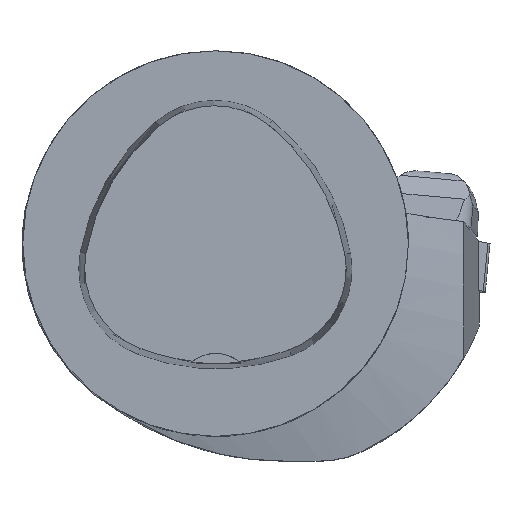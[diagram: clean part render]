
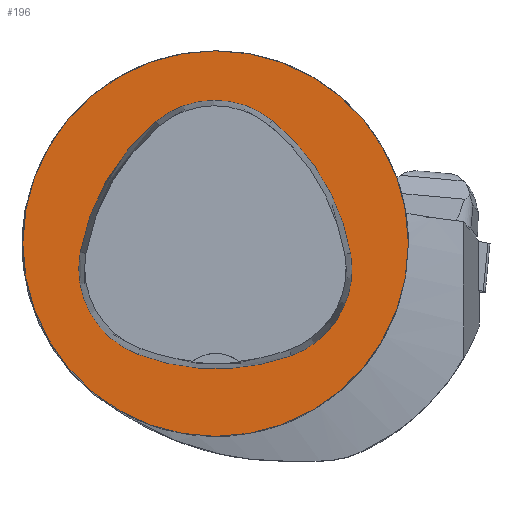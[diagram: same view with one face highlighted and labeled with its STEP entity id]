
A CAD part, top view. The second image highlights one B-rep face of the part: STEP entity #196.
In plain terms, the highlighted planar face has unit normal (0, 0, 1).
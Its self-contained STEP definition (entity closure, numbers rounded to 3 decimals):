
#96=FACE_BOUND('',#437,.T.);
#97=FACE_BOUND('',#438,.T.);
#196=ADVANCED_FACE('',(#96,#97),#272,.T.);
#272=PLANE('',#1864);
#437=EDGE_LOOP('',(#719,#720,#721,#722,#723,#724));
#438=EDGE_LOOP('',(#725));
#515=CIRCLE('',#1836,31.5);
#516=CIRCLE('',#1842,36.);
#518=CIRCLE('',#1845,15.);
#520=CIRCLE('',#1848,36.);
#522=CIRCLE('',#1851,15.);
#525=CIRCLE('',#1855,36.);
#528=CIRCLE('',#1859,15.);
#719=ORIENTED_EDGE('',*,*,#1297,.F.);
#720=ORIENTED_EDGE('',*,*,#1292,.F.);
#721=ORIENTED_EDGE('',*,*,#1287,.F.);
#722=ORIENTED_EDGE('',*,*,#1284,.F.);
#723=ORIENTED_EDGE('',*,*,#1281,.F.);
#724=ORIENTED_EDGE('',*,*,#1277,.F.);
#725=ORIENTED_EDGE('',*,*,#1268,.T.);
#1089=VERTEX_POINT('',#2741);
#1098=VERTEX_POINT('',#2760);
#1099=VERTEX_POINT('',#2761);
#1102=VERTEX_POINT('',#2769);
#1104=VERTEX_POINT('',#2775);
#1106=VERTEX_POINT('',#2781);
#1110=VERTEX_POINT('',#2794);
#1268=EDGE_CURVE('',#1089,#1089,#515,.T.);
#1277=EDGE_CURVE('',#1098,#1099,#516,.T.);
#1281=EDGE_CURVE('',#1099,#1102,#518,.T.);
#1284=EDGE_CURVE('',#1102,#1104,#520,.T.);
#1287=EDGE_CURVE('',#1104,#1106,#522,.T.);
#1292=EDGE_CURVE('',#1106,#1110,#525,.T.);
#1297=EDGE_CURVE('',#1110,#1098,#528,.T.);
#1836=AXIS2_PLACEMENT_3D('',#2740,#2120,#2121);
#1842=AXIS2_PLACEMENT_3D('',#2759,#2136,#2137);
#1845=AXIS2_PLACEMENT_3D('',#2768,#2144,#2145);
#1848=AXIS2_PLACEMENT_3D('',#2774,#2151,#2152);
#1851=AXIS2_PLACEMENT_3D('',#2780,#2158,#2159);
#1855=AXIS2_PLACEMENT_3D('',#2793,#2167,#2168);
#1859=AXIS2_PLACEMENT_3D('',#2806,#2176,#2177);
#1864=AXIS2_PLACEMENT_3D('',#2811,#2186,#2187);
#2120=DIRECTION('',(0.,0.,1.));
#2121=DIRECTION('',(1.,0.,0.));
#2136=DIRECTION('',(0.,0.,1.));
#2137=DIRECTION('',(1.,0.,0.));
#2144=DIRECTION('',(0.,0.,1.));
#2145=DIRECTION('',(1.,0.,0.));
#2151=DIRECTION('',(0.,0.,1.));
#2152=DIRECTION('',(1.,0.,0.));
#2158=DIRECTION('',(0.,0.,1.));
#2159=DIRECTION('',(1.,0.,0.));
#2167=DIRECTION('',(0.,0.,1.));
#2168=DIRECTION('',(1.,0.,0.));
#2176=DIRECTION('',(0.,0.,1.));
#2177=DIRECTION('',(1.,0.,0.));
#2186=DIRECTION('',(0.,0.,1.));
#2187=DIRECTION('',(-1.,0.,0.));
#2740=CARTESIAN_POINT('',(0.,0.,0.));
#2741=CARTESIAN_POINT('',(31.5,0.,0.));
#2759=CARTESIAN_POINT('',(-13.398,-7.893,0.));
#2760=CARTESIAN_POINT('',(22.041,-1.562,0.));
#2761=CARTESIAN_POINT('',(9.317,20.036,0.));
#2768=CARTESIAN_POINT('',(-0.148,8.399,0.));
#2769=CARTESIAN_POINT('',(-9.779,19.898,0.));
#2774=CARTESIAN_POINT('',(13.337,-7.7,0.));
#2775=CARTESIAN_POINT('',(-22.122,-1.48,0.));
#2780=CARTESIAN_POINT('',(-7.347,-4.071,0.));
#2781=CARTESIAN_POINT('',(-12.693,-18.087,0.));
#2793=CARTESIAN_POINT('',(0.137,15.55,0.));
#2794=CARTESIAN_POINT('',(12.373,-18.307,0.));
#2806=CARTESIAN_POINT('',(7.275,-4.2,0.));
#2811=CARTESIAN_POINT('',(0.,0.,0.));
